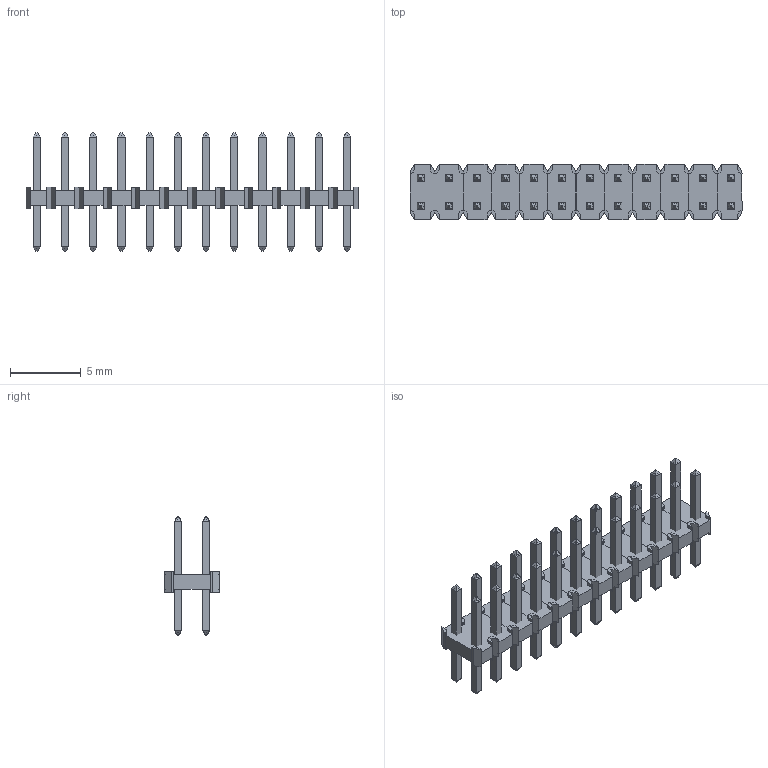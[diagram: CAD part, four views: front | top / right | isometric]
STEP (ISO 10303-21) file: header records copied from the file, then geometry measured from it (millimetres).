
FILE_DESCRIPTION (( 'STEP AP214' ), '1' );
FILE_NAME ('User Library-151224-8422-RB.STEP', '2019-01-30T12:07:24', ( '' ), ( '' ), 'SwSTEP 2.0', 'SolidWorks 2019', '' );
FILE_SCHEMA (( 'AUTOMOTIVE_DESIGN' ));
Length unit declared in the file: millimetre
Products named in the file (798): User Library-151224-8422-RB_PIN_3; User Library-151224-8422-RB_503376064_1; User Library-151224-8422-RB_Free-Models_5; User Library-151224-8422-RB_503367104_1; User Library-151224-8422-RB_503378112_1; User Library-151224-8422-RB; User Library-151224-8422-RB_503374912_1; User Library-151224-8422-RB_Free-Models_4; User Library-151224-8422-RB_503362368_1; User Library-151224-8422-RB_PIN_2; User Library-151224-8422-RB_503369792_1; User Library-151224-8422-RB_Extruded_19; User Library-151224-8422-RB_503368256_1; User Library-151224-8422-RB_503360448_1; User Library-151224-8422-RB_Extruded_22; User Library-151224-8422-RB_Board_4; User Library-151224-8422-RB_Extruded_13; User Library-151224-8422-RB_Extruded_12; User Library-151224-8422-RB_Extruded_16; User Library-151224-8422-RB_503363264_1; User Library-151224-8422-RB_503372608_1; User Library-151224-8422-RB_Extruded_14; User Library-151224-8422-RB_Extruded_20; User Library-151224-8422-RB_Extruded_17; User Library-151224-8422-RB_503371072_1; User Library-151224-8422-RB_Extruded_18; User Library-151224-8422-RB_Extruded_21; User Library-151224-8422-RB_Board_3; User Library-151224-8422-RB_Extruded_23; User Library-151224-8422-RB_503368512_1; User Library-151224-8422-RB_Board_5; User Library-151224-8422-RB_Extruded_15; User Library-151224-8422-RB_Free-Models_3
Assembly tree (1324 placements, depth 8):
  User Library-151224-8422-RB
    User Library-151224-8422-RB_Board_3
    User Library-151224-8422-RB_Free-Models_3
      User Library-151224-8422-RB_PIN_2
        User Library-151224-8422-RB_Board_4
        User Library-151224-8422-RB_Free-Models_4
          User Library-151224-8422-RB_PIN_3
            User Library-151224-8422-RB_Board_5
            User Library-151224-8422-RB_Free-Models_5
              User Library-151224-8422-RB_503376064_1
                User Library-151224-8422-RB_Extruded_12
          User Library-151224-8422-RB_PIN_3
            User Library-151224-8422-RB_Board_5
            User Library-151224-8422-RB_Free-Models_5
              User Library-151224-8422-RB_503376064_1
                User Library-151224-8422-RB_Extruded_12
          User Library-151224-8422-RB_PIN_3
            User Library-151224-8422-RB_Board_5
            User Library-151224-8422-RB_Free-Models_5
              User Library-151224-8422-RB_503376064_1
                User Library-151224-8422-RB_Extruded_12
          User Library-151224-8422-RB_PIN_3
            User Library-151224-8422-RB_Board_5
            User Library-151224-8422-RB_Free-Models_5
              User Library-151224-8422-RB_503376064_1
                User Library-151224-8422-RB_Extruded_12
          User Library-151224-8422-RB_503374912_1
            User Library-151224-8422-RB_Extruded_13
      User Library-151224-8422-RB_PIN_2
        User Library-151224-8422-RB_Board_4
        User Library-151224-8422-RB_Free-Models_4
          User Library-151224-8422-RB_PIN_3
            User Library-151224-8422-RB_Board_5
            User Library-151224-8422-RB_Free-Models_5
              User Library-151224-8422-RB_503376064_1
                User Library-151224-8422-RB_Extruded_12
          User Library-151224-8422-RB_PIN_3
            User Library-151224-8422-RB_Board_5
            User Library-151224-8422-RB_Free-Models_5
              User Library-151224-8422-RB_503376064_1
                User Library-151224-8422-RB_Extruded_12
          User Library-151224-8422-RB_PIN_3
            User Library-151224-8422-RB_Board_5
            User Library-151224-8422-RB_Free-Models_5
              User Library-151224-8422-RB_503376064_1
                User Library-151224-8422-RB_Extruded_12
          User Library-151224-8422-RB_PIN_3
            User Library-151224-8422-RB_Board_5
            User Library-151224-8422-RB_Free-Models_5
              User Library-151224-8422-RB_503376064_1
                User Library-151224-8422-RB_Extruded_12
          User Library-151224-8422-RB_503374912_1
            User Library-151224-8422-RB_Extruded_13
      User Library-151224-8422-RB_PIN_2
        User Library-151224-8422-RB_Board_4
        User Library-151224-8422-RB_Free-Models_4
          User Library-151224-8422-RB_PIN_3
            User Library-151224-8422-RB_Board_5
            User Library-151224-8422-RB_Free-Models_5
              User Library-151224-8422-RB_503376064_1
Bounding box: 23.52 x 3.94 x 8.37 mm (x, y, z)
Volume: 145.4 mm3; surface area: 863.8 mm2
Topology: 542 solids, 542 shells, 3754 faces, 8010 edges, 5340 vertices
Faces by surface type: plane 3754
Entity records: 34224 total; most frequent: DIRECTION 5228, CARTESIAN_POINT 3279, AXIS2_PLACEMENT_3D 2329, PRODUCT_DEFINITION_SHAPE 2122, APPLICATION_PROTOCOL_DEFINITION 1596, APPLICATION_CONTEXT 1596, CONTEXT_DEPENDENT_SHAPE_REPRESENTATION 1324, ITEM_DEFINED_TRANSFORMATION 1324
